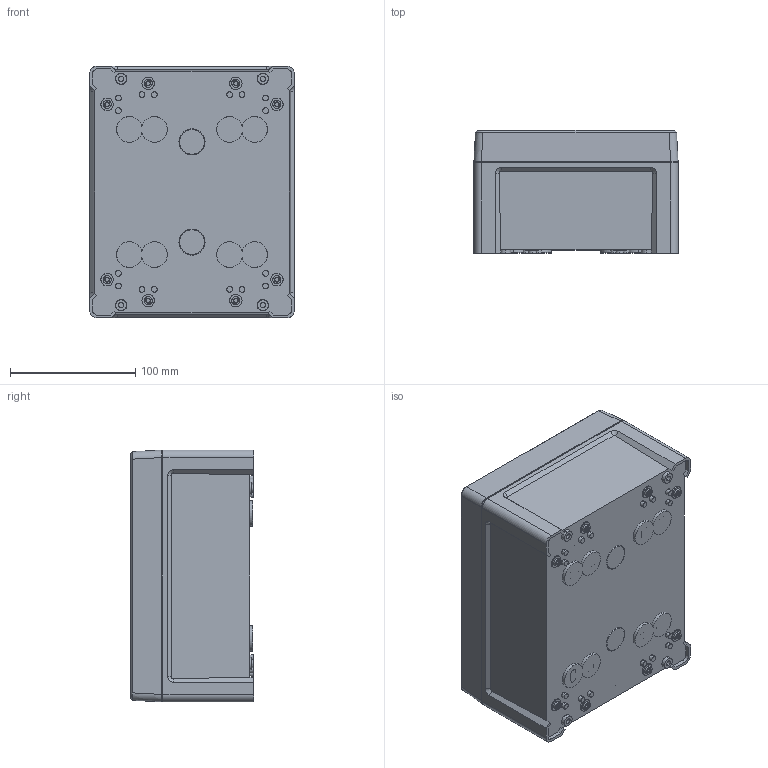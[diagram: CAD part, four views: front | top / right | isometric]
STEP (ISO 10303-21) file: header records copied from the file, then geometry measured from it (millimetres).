
FILE_DESCRIPTION (( 'STEP AP214' ), '1' );
FILE_NAME ('5814001_FIBOX_TEMPO_TA_201610.STEP', '2023-02-23T11:21:03', ( '' ), ( '' ), 'SwSTEP 2.0', 'SolidWorks 2021', '' );
FILE_SCHEMA (( 'AUTOMOTIVE_DESIGN' ));
Length unit declared in the file: millimetre
Products named in the file (4): 5814001_FIBOX_TEMPO_TA_201610; FIBOX TEMPO 2016 Cover; FIBOX TEMPO 2016 Base; Tempo cover screw
Assembly tree (6 placements, depth 2):
  5814001_FIBOX_TEMPO_TA_201610
    FIBOX TEMPO 2016 Base
    FIBOX TEMPO 2016 Cover
    Tempo cover screw  x4
Bounding box: 163.2 x 98.4 x 201.2 mm (x, y, z)
Volume: 520620.6 mm3; surface area: 297091.5 mm2
Topology: 6 solids, 6 shells, 1319 faces, 3242 edges, 2112 vertices
Faces by surface type: cone 538, plane 533, cylinder 156, bspline 80, torus 12
Entity records: 30845 total; most frequent: CARTESIAN_POINT 6880, DIRECTION 5106, ORIENTED_EDGE 4774, EDGE_CURVE 2387, AXIS2_PLACEMENT_3D 1996, VERTEX_POINT 1560, EDGE_LOOP 1185, LINE 1114
